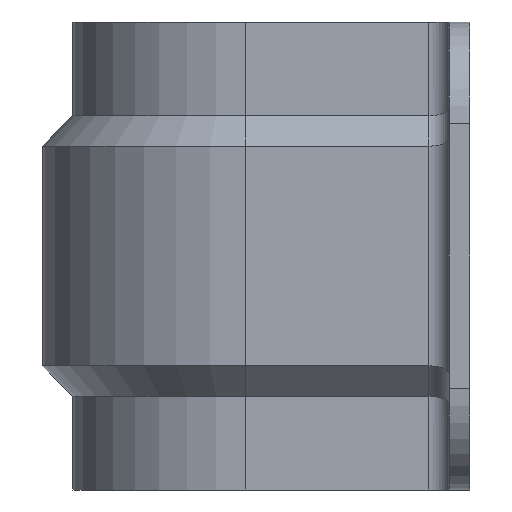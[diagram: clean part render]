
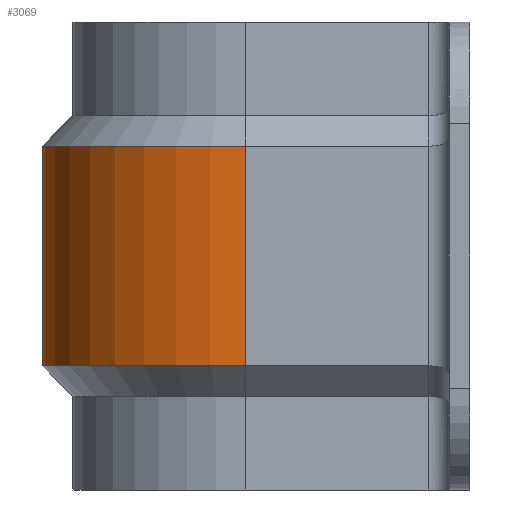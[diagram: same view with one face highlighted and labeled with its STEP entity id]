
A CAD part, left-side view. The second image highlights one B-rep face of the part: STEP entity #3069.
In plain terms, the highlighted cylindrical face has radius 20 mm (diameter 40 mm), a partial arc.
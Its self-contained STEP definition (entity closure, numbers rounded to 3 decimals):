
#6 = LINE ( 'NONE', #3830, #1174 ) ;
#257 = AXIS2_PLACEMENT_3D ( 'NONE', #2549, #2101, #1668 ) ;
#345 = VERTEX_POINT ( 'NONE', #3245 ) ;
#371 = EDGE_CURVE ( 'NONE', #345, #3525, #2254, .T. ) ;
#1058 = VERTEX_POINT ( 'NONE', #1369 ) ;
#1174 = VECTOR ( 'NONE', #3396, 1000. ) ;
#1369 = CARTESIAN_POINT ( 'NONE',  ( -20., 0., 10.8 ) ) ;
#1379 = DIRECTION ( 'NONE',  ( 0., 0., -1. ) ) ;
#1430 = ORIENTED_EDGE ( 'NONE', *, *, #2102, .F. ) ;
#1529 = VERTEX_POINT ( 'NONE', #2696 ) ;
#1660 = DIRECTION ( 'NONE',  ( -1., 0., 0. ) ) ;
#1668 = DIRECTION ( 'NONE',  ( -1., 0., 0. ) ) ;
#1809 = ORIENTED_EDGE ( 'NONE', *, *, #2184, .F. ) ;
#1821 = CARTESIAN_POINT ( 'NONE',  ( 20., 0., -10.8 ) ) ;
#2093 = DIRECTION ( 'NONE',  ( 0., 0., -1. ) ) ;
#2101 = DIRECTION ( 'NONE',  ( 0., 0., -1. ) ) ;
#2102 = EDGE_CURVE ( 'NONE', #1058, #1529, #6, .T. ) ;
#2184 = EDGE_CURVE ( 'NONE', #1529, #3525, #3020, .T. ) ;
#2254 = LINE ( 'NONE', #1821, #3789 ) ;
#2402 = FACE_OUTER_BOUND ( 'NONE', #3283, .T. ) ;
#2419 = EDGE_CURVE ( 'NONE', #1058, #345, #2454, .T. ) ;
#2454 = CIRCLE ( 'NONE', #257, 20. ) ;
#2524 = AXIS2_PLACEMENT_3D ( 'NONE', #3798, #3366, #2923 ) ;
#2542 = CARTESIAN_POINT ( 'NONE',  ( 0., 0., -10.8 ) ) ;
#2549 = CARTESIAN_POINT ( 'NONE',  ( 0., 0., 10.8 ) ) ;
#2696 = CARTESIAN_POINT ( 'NONE',  ( -20., 0., -10.8 ) ) ;
#2850 = CYLINDRICAL_SURFACE ( 'NONE', #2524, 20. ) ;
#2923 = DIRECTION ( 'NONE',  ( -1., 0., 0. ) ) ;
#3020 = CIRCLE ( 'NONE', #3810, 20. ) ;
#3069 = ADVANCED_FACE ( 'NONE', ( #2402 ), #2850, .T. ) ;
#3245 = CARTESIAN_POINT ( 'NONE',  ( 20., 0., 10.8 ) ) ;
#3283 = EDGE_LOOP ( 'NONE', ( #3487, #3686, #1809, #1430 ) ) ;
#3324 = CARTESIAN_POINT ( 'NONE',  ( 20., 0., -10.8 ) ) ;
#3366 = DIRECTION ( 'NONE',  ( 0., 0., -1. ) ) ;
#3396 = DIRECTION ( 'NONE',  ( 0., 0., -1. ) ) ;
#3487 = ORIENTED_EDGE ( 'NONE', *, *, #2419, .T. ) ;
#3525 = VERTEX_POINT ( 'NONE', #3324 ) ;
#3686 = ORIENTED_EDGE ( 'NONE', *, *, #371, .T. ) ;
#3789 = VECTOR ( 'NONE', #1379, 1000. ) ;
#3798 = CARTESIAN_POINT ( 'NONE',  ( 0., 0., -31.638 ) ) ;
#3810 = AXIS2_PLACEMENT_3D ( 'NONE', #2542, #2093, #1660 ) ;
#3830 = CARTESIAN_POINT ( 'NONE',  ( -20., 0., -10.8 ) ) ;
